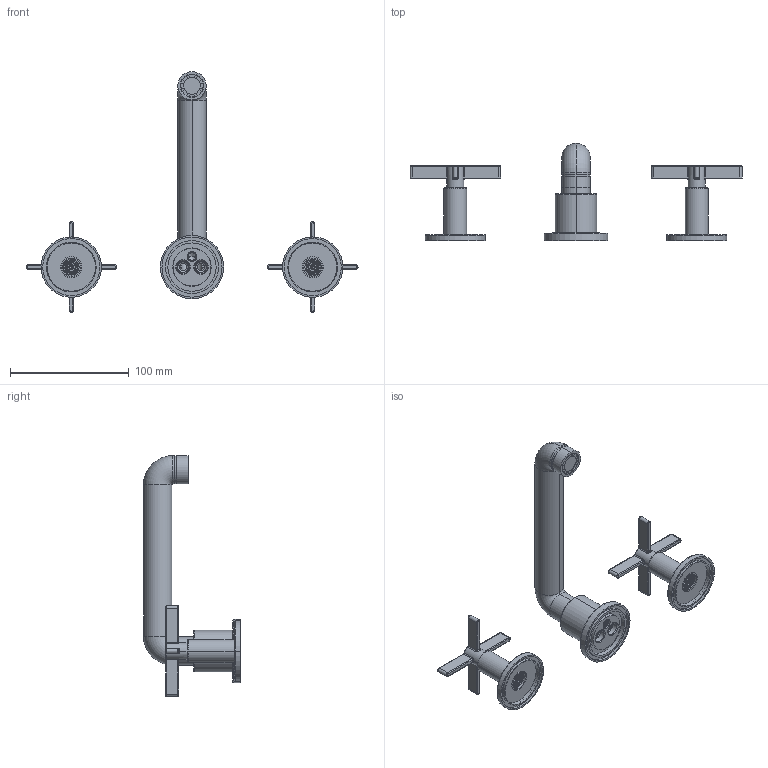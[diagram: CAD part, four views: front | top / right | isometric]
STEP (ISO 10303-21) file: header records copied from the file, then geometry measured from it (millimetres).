
FILE_DESCRIPTION((''),'2;1');
FILE_NAME('3330_ASM','2020-09-15T10:04:53',('jinson.thomas'),(''),'CREO PARAMETRIC BY PTC INC, 2018400','CREO PARAMETRIC BY PTC INC, 2018400','');
FILE_SCHEMA(('CONFIG_CONTROL_DESIGN'));
Length unit declared in the file: inch
Products named in the file (14): 13530; 20-563_ASM; 13531; 30689; 20-564_ASM; 12407; 3-720_ASM; 13532; 20-565_ASM; 13533; 13535; 20-567_ASM; 3-722_ASM; 3330_ASM
Assembly tree (14 placements, depth 4):
  3330_ASM
    3-720_ASM
      20-563_ASM
        13530
      20-564_ASM
        13531
        30689
      12407
    3-722_ASM  x2
      20-565_ASM
        13532
      20-567_ASM
        13533
        13535
Bounding box: 279.4 x 81.57 x 202.6 mm (x, y, z)
Volume: 114818.4 mm3; surface area: 74392 mm2
Topology: 10 solids, 10 shells, 804 faces, 1990 edges, 1246 vertices
Faces by surface type: cylinder 375, plane 204, bspline 113, torus 70, cone 42
Entity records: 35503 total; most frequent: CARTESIAN_POINT 22569, ORIENTED_EDGE 2760, DIRECTION 2445, EDGE_CURVE 1380, AXIS2_PLACEMENT_3D 955, VERTEX_POINT 868, EDGE_LOOP 608, FACE_OUTER_BOUND 561
